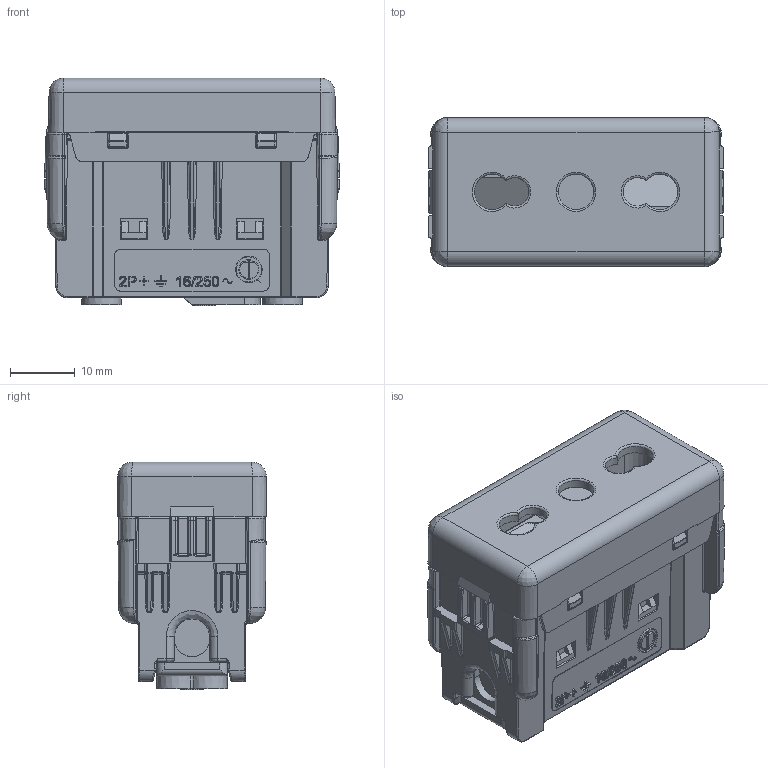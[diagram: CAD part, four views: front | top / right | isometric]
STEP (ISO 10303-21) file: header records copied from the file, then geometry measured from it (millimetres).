
FILE_DESCRIPTION(('CATIA V5 STEP Exchange','CAx-IF Rec.Pracs.--- Model Styling and Organization---1.4--- 2014-01-23'),'2;1');
FILE_NAME('GW20203 - PRESA STANDARD ITALIANO 2P+T 16A BIVALENTE SYS.stp','2019-11-04T15:35:51+00:00',('none'),('none'),'CATIA Version 5-6 Release 2016 SP4','CATIA V5 STEP AP214','none');
FILE_SCHEMA(('AUTOMOTIVE_DESIGN { 1 0 10303 214 1 1 1 1 }'));
Products named in the file (6): AS.PRESA ITALIANA BIVALENTE SYS; CUSTODIA PRESA ITA 1M SYS 20PI0127; MOSTRINA PRESA ITA BIV. 1M SYS 20PI0125; ZOCCOLO PRESA ITA SYSTEM; SCHERMO PRESE ITALIANE; AS.CONT.FASE PRESE ITALIANE SYS
Assembly tree (5 placements, depth 2):
  AS.PRESA ITALIANA BIVALENTE SYS
    CUSTODIA PRESA ITA 1M SYS 20PI0127
    MOSTRINA PRESA ITA BIV. 1M SYS 20PI0125
    ZOCCOLO PRESA ITA SYSTEM
    SCHERMO PRESE ITALIANE
    AS.CONT.FASE PRESE ITALIANE SYS
Bounding box: 45.62 x 23.1 x 35.3 mm (x, y, z)
Volume: 18502.3 mm3; surface area: 19914.6 mm2
Topology: 8 solids, 10 shells, 4390 faces, 12083 edges, 7592 vertices
Faces by surface type: plane 2895, cylinder 771, bspline 380, sphere 161, cone 78, torus 76, extrusion 29
Entity records: 168920 total; most frequent: CARTESIAN_POINT 66177, ORIENTED_EDGE 23814, DIRECTION 16798, EDGE_CURVE 11907, VECTOR 8827, LINE 8798, VERTEX_POINT 7592, AXIS2_PLACEMENT_3D 4488
